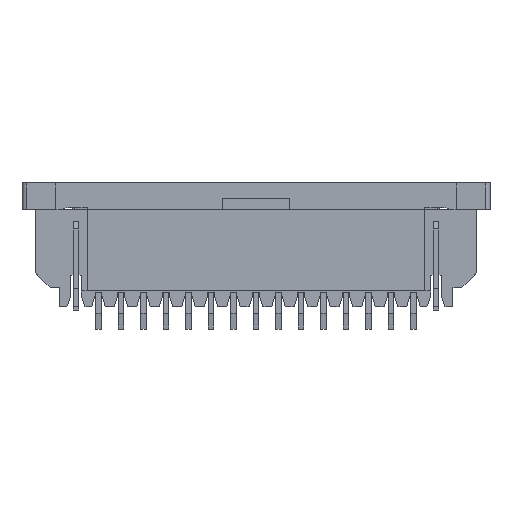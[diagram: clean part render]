
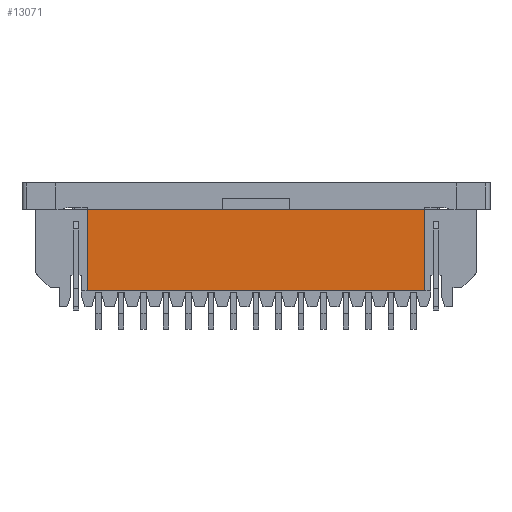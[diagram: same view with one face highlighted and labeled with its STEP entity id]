
A CAD part, front view. The second image highlights one B-rep face of the part: STEP entity #13071.
In plain terms, the highlighted planar face has unit normal (0, -1, 0).
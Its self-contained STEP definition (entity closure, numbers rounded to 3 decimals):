
#2=DIRECTION('',(0.,0.,1.));
#3=VECTOR('',#2,3.6);
#4=CARTESIAN_POINT('',(9.8,0.,-4.8));
#5=LINE('36917',#4,#3);
#6=DIRECTION('',(0.,0.,1.));
#7=VECTOR('',#6,3.6);
#8=CARTESIAN_POINT('',(24.8,0.,-4.8));
#9=LINE('39755',#8,#7);
#22=DIRECTION('',(-1.,0.,0.));
#23=VECTOR('',#22,15.);
#24=CARTESIAN_POINT('',(24.8,0.,-4.8));
#25=LINE('39916',#24,#23);
#1066=DIRECTION('',(1.,0.,0.));
#1067=VECTOR('',#1066,15.);
#1068=CARTESIAN_POINT('',(9.8,0.,-1.2));
#1069=LINE('39905',#1068,#1067);
#10944=CARTESIAN_POINT('',(9.8,0.,-4.8));
#10945=CARTESIAN_POINT('',(9.8,0.,-1.2));
#10946=VERTEX_POINT('',#10944);
#10947=VERTEX_POINT('',#10945);
#11970=CARTESIAN_POINT('',(24.8,0.,-4.8));
#11971=CARTESIAN_POINT('',(24.8,0.,-1.2));
#11972=VERTEX_POINT('',#11970);
#11973=VERTEX_POINT('',#11971);
#13056=CARTESIAN_POINT('',(7.5,0.,0.));
#13057=DIRECTION('',(0.,1.,0.));
#13058=DIRECTION('',(1.,0.,0.));
#13059=AXIS2_PLACEMENT_3D('',#13056,#13057,#13058);
#13060=PLANE('36889',#13059);
#13062=ORIENTED_EDGE('39916',*,*,#13061,.T.);
#13064=ORIENTED_EDGE('36917',*,*,#13063,.T.);
#13066=ORIENTED_EDGE('39905',*,*,#13065,.T.);
#13068=ORIENTED_EDGE('39755',*,*,#13067,.F.);
#13069=EDGE_LOOP('36889',(#13062,#13064,#13066,#13068));
#13070=FACE_OUTER_BOUND('36889',#13069,.F.);
#13071=ADVANCED_FACE('36889',(#13070),#13060,.F.);
#13061=EDGE_CURVE('39916',#11972,#10946,#25,.T.);
#13063=EDGE_CURVE('36917',#10946,#10947,#5,.T.);
#13065=EDGE_CURVE('39905',#10947,#11973,#1069,.T.);
#13067=EDGE_CURVE('39755',#11972,#11973,#9,.T.);
